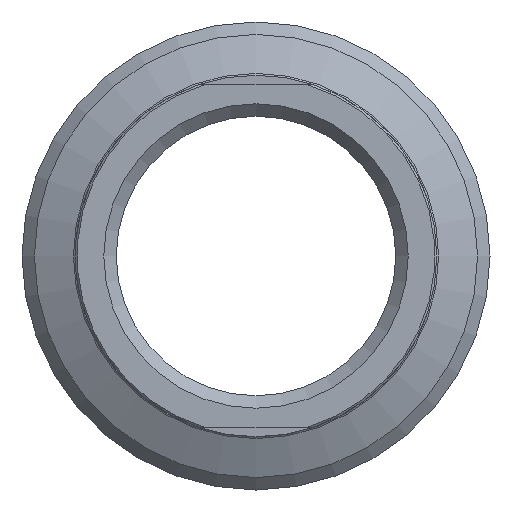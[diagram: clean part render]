
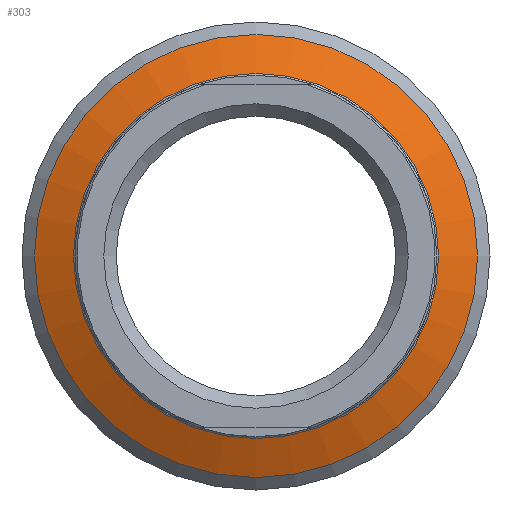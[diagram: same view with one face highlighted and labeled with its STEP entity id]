
A CAD part, left-side view. The second image highlights one B-rep face of the part: STEP entity #303.
In plain terms, the highlighted conical face has half-angle 65.391 degrees and reference radius 32.275 mm.
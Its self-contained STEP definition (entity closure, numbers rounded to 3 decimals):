
#21=CONICAL_SURFACE('',#358,32.275,1.141);
#44=FACE_OUTER_BOUND('',#63,.T.);
#63=EDGE_LOOP('',(#257,#258,#259,#260,#261,#262));
#79=LINE('',#551,#95);
#95=VECTOR('',#448,32.275);
#116=CIRCLE('',#356,29.292);
#117=CIRCLE('',#357,29.292);
#118=CIRCLE('',#359,35.55);
#119=CIRCLE('',#360,35.55);
#145=VERTEX_POINT('',#541);
#146=VERTEX_POINT('',#543);
#147=VERTEX_POINT('',#547);
#148=VERTEX_POINT('',#548);
#184=EDGE_CURVE('',#145,#146,#116,.T.);
#185=EDGE_CURVE('',#146,#145,#117,.T.);
#186=EDGE_CURVE('',#147,#148,#118,.T.);
#187=EDGE_CURVE('',#148,#147,#119,.T.);
#188=EDGE_CURVE('',#148,#146,#79,.T.);
#257=ORIENTED_EDGE('',*,*,#186,.F.);
#258=ORIENTED_EDGE('',*,*,#187,.F.);
#259=ORIENTED_EDGE('',*,*,#188,.T.);
#260=ORIENTED_EDGE('',*,*,#184,.F.);
#261=ORIENTED_EDGE('',*,*,#185,.F.);
#262=ORIENTED_EDGE('',*,*,#188,.F.);
#303=ADVANCED_FACE('',(#44),#21,.T.);
#356=AXIS2_PLACEMENT_3D('',#544,#438,#439);
#357=AXIS2_PLACEMENT_3D('',#545,#440,#441);
#358=AXIS2_PLACEMENT_3D('',#546,#442,#443);
#359=AXIS2_PLACEMENT_3D('',#549,#444,#445);
#360=AXIS2_PLACEMENT_3D('',#550,#446,#447);
#438=DIRECTION('center_axis',(-1.,0.,0.));
#439=DIRECTION('ref_axis',(0.,-1.,0.));
#440=DIRECTION('center_axis',(-1.,0.,0.));
#441=DIRECTION('ref_axis',(0.,-1.,0.));
#442=DIRECTION('center_axis',(1.,0.,0.));
#443=DIRECTION('ref_axis',(0.,1.,0.));
#444=DIRECTION('center_axis',(1.,0.,0.));
#445=DIRECTION('ref_axis',(0.,0.,-1.));
#446=DIRECTION('center_axis',(1.,0.,0.));
#447=DIRECTION('ref_axis',(0.,0.,-1.));
#448=DIRECTION('',(-0.416,0.909,0.));
#541=CARTESIAN_POINT('',(-20.866,0.,29.292));
#543=CARTESIAN_POINT('',(-20.866,-29.292,0.));
#544=CARTESIAN_POINT('Origin',(-20.866,0.,0.));
#545=CARTESIAN_POINT('Origin',(-20.866,0.,0.));
#546=CARTESIAN_POINT('Origin',(-19.5,0.,0.));
#547=CARTESIAN_POINT('',(-18.,35.55,0.));
#548=CARTESIAN_POINT('',(-18.,-35.55,0.));
#549=CARTESIAN_POINT('Origin',(-18.,0.,0.));
#550=CARTESIAN_POINT('Origin',(-18.,0.,0.));
#551=CARTESIAN_POINT('',(-19.5,-32.275,0.));
